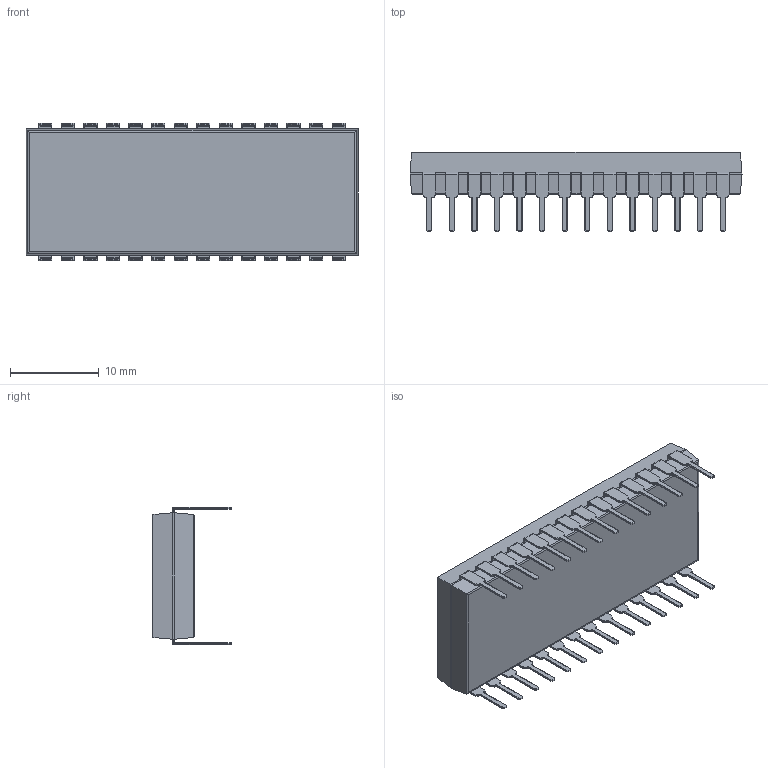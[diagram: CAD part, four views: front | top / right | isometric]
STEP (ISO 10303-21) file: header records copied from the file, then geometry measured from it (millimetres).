
FILE_DESCRIPTION (( 'STEP AP214' ), '1' );
FILE_NAME ('User Library-DIP28 Wide.STEP', '2010-11-02T01:22:20', ( 'sysAdmin' ), ( 'SolidWorks' ), 'SwSTEP 2.0', 'SolidWorks 2010', '' );
FILE_SCHEMA (( 'AUTOMOTIVE_DESIGN' ));
Length unit declared in the file: centimetre
Products named in the file (3): User Library-DIP28 Wide_Pins Wide_1; User Library-DIP28 Wide_K_X_F6rper DIP28 Wide_1; User Library-DIP28 Wide
Assembly tree (29 placements, depth 2):
  User Library-DIP28 Wide
    User Library-DIP28 Wide_Pins Wide_1  x28
    User Library-DIP28 Wide_K_X_F6rper DIP28 Wide_1
Bounding box: 37.34 x 8.9 x 15.44 mm (x, y, z)
Volume: 2489.9 mm3; surface area: 2015.7 mm2
Topology: 29 solids, 29 shells, 2265 faces, 4933 edges, 2502 vertices
Faces by surface type: cylinder 1130, bspline 672, plane 463
Entity records: 4520 total; most frequent: CARTESIAN_POINT 924, DIRECTION 503, ORIENTED_EDGE 454, EDGE_CURVE 227, AXIS2_PLACEMENT_3D 187, VECTOR 129, LINE 129, VERTEX_POINT 126
